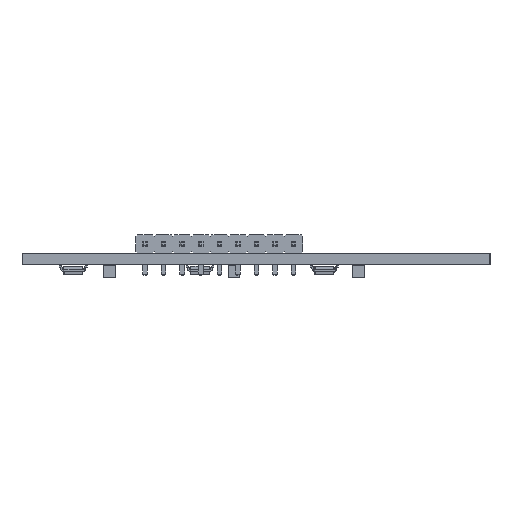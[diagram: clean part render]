
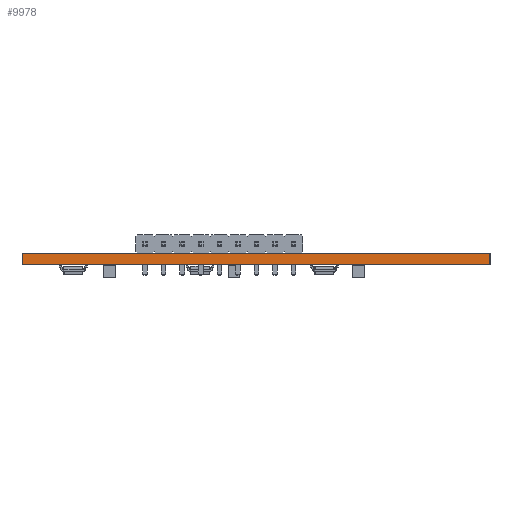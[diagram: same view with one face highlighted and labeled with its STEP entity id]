
A CAD part, left-side view. The second image highlights one B-rep face of the part: STEP entity #9978.
In plain terms, the highlighted planar face has unit normal (-1, 0, 0).
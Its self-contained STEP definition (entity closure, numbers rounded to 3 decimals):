
#9922 = VERTEX_POINT('',#9923);
#9923 = CARTESIAN_POINT('',(65.,-102.,1.51));
#9929 = EDGE_CURVE('',#9930,#9922,#9932,.T.);
#9930 = VERTEX_POINT('',#9931);
#9931 = CARTESIAN_POINT('',(65.,-102.,0.));
#9932 = LINE('',#9933,#9934);
#9933 = CARTESIAN_POINT('',(65.,-102.,0.));
#9934 = VECTOR('',#9935,1.);
#9935 = DIRECTION('',(0.,0.,1.));
#9978 = ADVANCED_FACE('',(#9979),#10004,.T.);
#9979 = FACE_BOUND('',#9980,.T.);
#9980 = EDGE_LOOP('',(#9981,#9982,#9990,#9998));
#9981 = ORIENTED_EDGE('',*,*,#9929,.T.);
#9982 = ORIENTED_EDGE('',*,*,#9983,.T.);
#9983 = EDGE_CURVE('',#9922,#9984,#9986,.T.);
#9984 = VERTEX_POINT('',#9985);
#9985 = CARTESIAN_POINT('',(65.,-38.,1.51));
#9986 = LINE('',#9987,#9988);
#9987 = CARTESIAN_POINT('',(65.,-102.,1.51));
#9988 = VECTOR('',#9989,1.);
#9989 = DIRECTION('',(0.,1.,0.));
#9990 = ORIENTED_EDGE('',*,*,#9991,.F.);
#9991 = EDGE_CURVE('',#9992,#9984,#9994,.T.);
#9992 = VERTEX_POINT('',#9993);
#9993 = CARTESIAN_POINT('',(65.,-38.,0.));
#9994 = LINE('',#9995,#9996);
#9995 = CARTESIAN_POINT('',(65.,-38.,0.));
#9996 = VECTOR('',#9997,1.);
#9997 = DIRECTION('',(0.,0.,1.));
#9998 = ORIENTED_EDGE('',*,*,#9999,.F.);
#9999 = EDGE_CURVE('',#9930,#9992,#10000,.T.);
#10000 = LINE('',#10001,#10002);
#10001 = CARTESIAN_POINT('',(65.,-102.,0.));
#10002 = VECTOR('',#10003,1.);
#10003 = DIRECTION('',(0.,1.,0.));
#10004 = PLANE('',#10005);
#10005 = AXIS2_PLACEMENT_3D('',#10006,#10007,#10008);
#10006 = CARTESIAN_POINT('',(65.,-102.,0.));
#10007 = DIRECTION('',(-1.,0.,0.));
#10008 = DIRECTION('',(0.,1.,0.));
